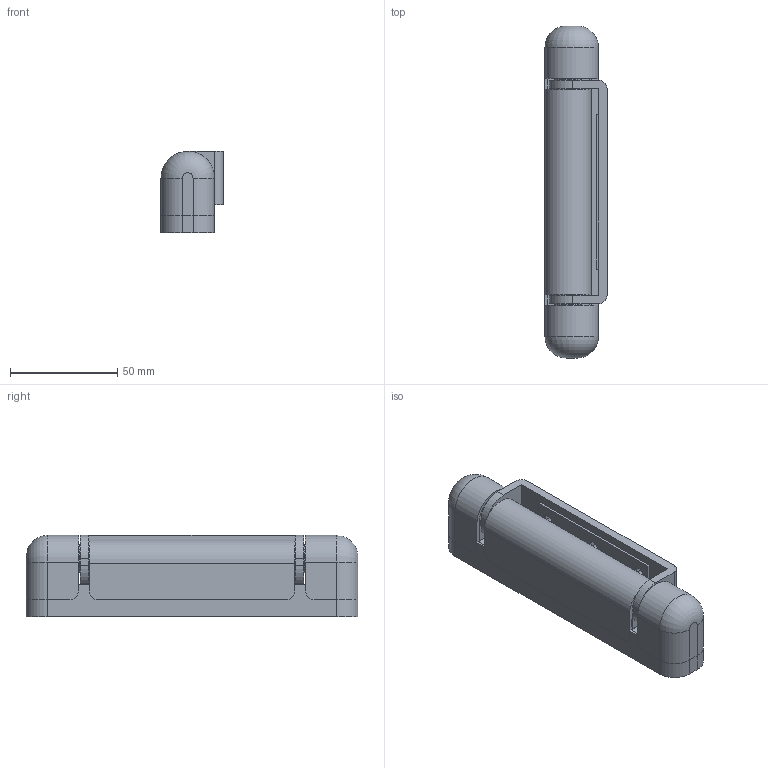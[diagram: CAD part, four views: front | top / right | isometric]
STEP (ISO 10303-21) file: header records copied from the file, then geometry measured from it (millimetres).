
FILE_DESCRIPTION (( 'STEP AP203' ), '1' );
FILE_NAME ('FB-1615.STEP', '2017-02-17T06:21:55', ( '' ), ( '' ), 'SwSTEP 2.0', 'SolidWorks 2014', '' );
FILE_SCHEMA (( 'CONFIG_CONTROL_DESIGN' ));
Length unit declared in the file: millimetre
Products named in the file (8): FB-1615_本体; FB-1615_幉.庴偗SLDPRT; FB-1615; FB-1615_軸; FB-1615_調整板; FB-1615_僇僶乕BSLDPRT; FB-1615_取付板SLDPRT; FB-1615_カバーA
Assembly tree (10 placements, depth 2):
  FB-1615
    FB-1615_本体
    FB-1615_調整板
    FB-1615_取付板SLDPRT
    FB-1615_幉.庴偗SLDPRT  x2
    FB-1615_軸  x2
    FB-1615_僇僶乕BSLDPRT  x2
    FB-1615_カバーA
Bounding box: 29 x 155 x 38 mm (x, y, z)
Volume: 65132.8 mm3; surface area: 54421 mm2
Topology: 10 solids, 10 shells, 427 faces, 1131 edges, 742 vertices
Faces by surface type: cylinder 212, plane 185, cone 26, torus 4
Entity records: 12937 total; most frequent: CARTESIAN_POINT 2185, DIRECTION 2155, ORIENTED_EDGE 2026, EDGE_CURVE 1013, AXIS2_PLACEMENT_3D 784, VERTEX_POINT 666, VECTOR 587, LINE 587
